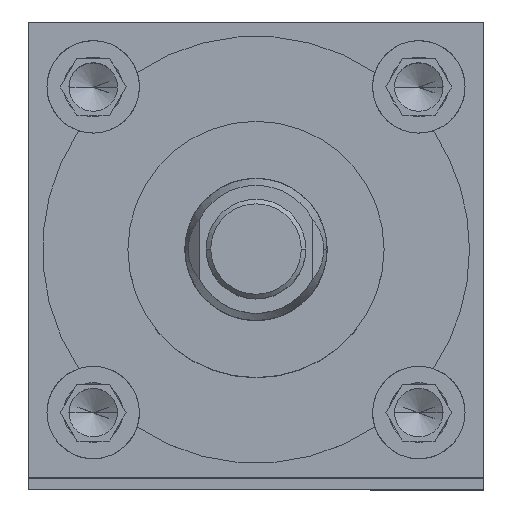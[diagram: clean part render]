
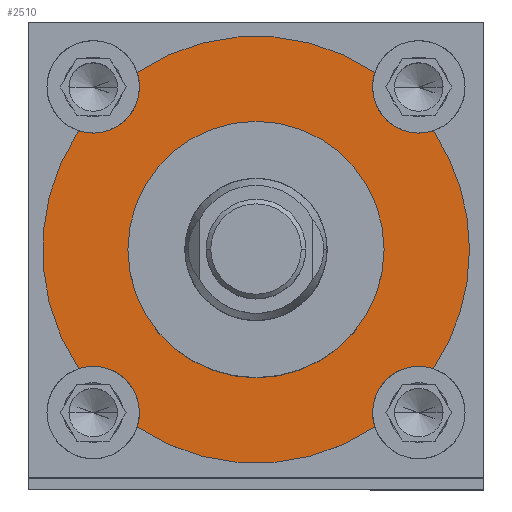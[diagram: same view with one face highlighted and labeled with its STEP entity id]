
A CAD part, top view. The second image highlights one B-rep face of the part: STEP entity #2510.
In plain terms, the highlighted planar face has unit normal (0, 0, 1).
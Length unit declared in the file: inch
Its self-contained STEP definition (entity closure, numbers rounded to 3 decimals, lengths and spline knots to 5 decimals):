
#16 = PLANE ( 'NONE',  #1466 ) ;
#47 = CARTESIAN_POINT ( 'NONE',  ( 0., 0., 31.62 ) ) ;
#75 = DIRECTION ( 'NONE',  ( 0., 0., 1. ) ) ;
#85 = CARTESIAN_POINT ( 'NONE',  ( 0., 0., 31.62 ) ) ;
#135 = EDGE_CURVE ( 'NONE', #6332, #5579, #5464, .T. ) ;
#167 = VERTEX_POINT ( 'NONE', #2635 ) ;
#198 = VERTEX_POINT ( 'NONE', #1058 ) ;
#355 = CIRCLE ( 'NONE', #4375, 0.203 ) ;
#414 = DIRECTION ( 'NONE',  ( 0., 0., 1. ) ) ;
#473 = VERTEX_POINT ( 'NONE', #1339 ) ;
#530 = DIRECTION ( 'NONE',  ( 0., 0., 1. ) ) ;
#542 = CIRCLE ( 'NONE', #4181, 0.5625 ) ;
#643 = EDGE_CURVE ( 'NONE', #5972, #3114, #5572, .T. ) ;
#694 = AXIS2_PLACEMENT_3D ( 'NONE', #4043, #75, #1690 ) ;
#745 = CARTESIAN_POINT ( 'NONE',  ( 0., 0., 31.62 ) ) ;
#771 = VERTEX_POINT ( 'NONE', #3368 ) ;
#803 = EDGE_CURVE ( 'NONE', #2055, #167, #5720, .T. ) ;
#840 = CIRCLE ( 'NONE', #3756, 0.203 ) ;
#842 = EDGE_CURVE ( 'NONE', #3438, #2701, #840, .T. ) ;
#923 = CARTESIAN_POINT ( 'NONE',  ( -0.512, -0.715, 31.62 ) ) ;
#994 = EDGE_CURVE ( 'NONE', #2055, #771, #3567, .T. ) ;
#1011 = CARTESIAN_POINT ( 'NONE',  ( -0.715, -0.715, 31.62 ) ) ;
#1046 = DIRECTION ( 'NONE',  ( 0., 0., 1. ) ) ;
#1058 = CARTESIAN_POINT ( 'NONE',  ( 0.5625, 0., 31.62 ) ) ;
#1063 = CARTESIAN_POINT ( 'NONE',  ( -0.52222, 0.77859, 31.62 ) ) ;
#1073 = CARTESIAN_POINT ( 'NONE',  ( 0.77859, -0.52222, 31.62 ) ) ;
#1103 = FACE_OUTER_BOUND ( 'NONE', #4586, .T. ) ;
#1123 = EDGE_CURVE ( 'NONE', #198, #6308, #3465, .T. ) ;
#1260 = ORIENTED_EDGE ( 'NONE', *, *, #135, .T. ) ;
#1339 = CARTESIAN_POINT ( 'NONE',  ( -0.77859, 0.52222, 31.62 ) ) ;
#1389 = VERTEX_POINT ( 'NONE', #1685 ) ;
#1396 = AXIS2_PLACEMENT_3D ( 'NONE', #1821, #4353, #3841 ) ;
#1403 = AXIS2_PLACEMENT_3D ( 'NONE', #3892, #1046, #2922 ) ;
#1466 = AXIS2_PLACEMENT_3D ( 'NONE', #47, #2496, #3483 ) ;
#1493 = FACE_BOUND ( 'NONE', #2597, .T. ) ;
#1631 = ORIENTED_EDGE ( 'NONE', *, *, #4675, .F. ) ;
#1685 = CARTESIAN_POINT ( 'NONE',  ( 0.52222, 0.77859, 31.62 ) ) ;
#1690 = DIRECTION ( 'NONE',  ( 1., 0., 0. ) ) ;
#1821 = CARTESIAN_POINT ( 'NONE',  ( -0.715, 0.715, 31.62 ) ) ;
#1883 = DIRECTION ( 'NONE',  ( 0., 0., 1. ) ) ;
#1914 = AXIS2_PLACEMENT_3D ( 'NONE', #3322, #3842, #2260 ) ;
#1970 = AXIS2_PLACEMENT_3D ( 'NONE', #85, #5036, #3515 ) ;
#1979 = CARTESIAN_POINT ( 'NONE',  ( 0.512, 0.715, 31.62 ) ) ;
#1993 = DIRECTION ( 'NONE',  ( 0., 0., 1. ) ) ;
#2008 = DIRECTION ( 'NONE',  ( 0., 0., 1. ) ) ;
#2043 = DIRECTION ( 'NONE',  ( 0., 0., 1. ) ) ;
#2055 = VERTEX_POINT ( 'NONE', #1073 ) ;
#2080 = CARTESIAN_POINT ( 'NONE',  ( 0.715, 0.715, 31.62 ) ) ;
#2109 = DIRECTION ( 'NONE',  ( 1., 0., 0. ) ) ;
#2142 = CARTESIAN_POINT ( 'NONE',  ( 0., 0., 31.62 ) ) ;
#2260 = DIRECTION ( 'NONE',  ( 1., 0., 0. ) ) ;
#2319 = VERTEX_POINT ( 'NONE', #4240 ) ;
#2383 = CARTESIAN_POINT ( 'NONE',  ( 0., 0., 31.62 ) ) ;
#2385 = EDGE_CURVE ( 'NONE', #2319, #4606, #355, .T. ) ;
#2386 = CARTESIAN_POINT ( 'NONE',  ( -0.5625, 0., 31.62 ) ) ;
#2388 = CARTESIAN_POINT ( 'NONE',  ( -0.715, 0.715, 31.62 ) ) ;
#2477 = DIRECTION ( 'NONE',  ( 0., 0., 1. ) ) ;
#2496 = DIRECTION ( 'NONE',  ( 0., 0., 1. ) ) ;
#2510 = ADVANCED_FACE ( 'NONE', ( #1103, #1493 ), #16, .T. ) ;
#2534 = ORIENTED_EDGE ( 'NONE', *, *, #5101, .F. ) ;
#2597 = EDGE_LOOP ( 'NONE', ( #5732, #5341 ) ) ;
#2606 = ORIENTED_EDGE ( 'NONE', *, *, #994, .F. ) ;
#2635 = CARTESIAN_POINT ( 'NONE',  ( 0.9375, 0., 31.62 ) ) ;
#2653 = CIRCLE ( 'NONE', #1403, 0.203 ) ;
#2701 = VERTEX_POINT ( 'NONE', #3685 ) ;
#2790 = AXIS2_PLACEMENT_3D ( 'NONE', #1011, #2477, #3426 ) ;
#2816 = ORIENTED_EDGE ( 'NONE', *, *, #4232, .F. ) ;
#2922 = DIRECTION ( 'NONE',  ( 1., 0., 0. ) ) ;
#3106 = ORIENTED_EDGE ( 'NONE', *, *, #5364, .T. ) ;
#3114 = VERTEX_POINT ( 'NONE', #3238 ) ;
#3174 = CIRCLE ( 'NONE', #3380, 0.9375 ) ;
#3238 = CARTESIAN_POINT ( 'NONE',  ( -0.77859, -0.52222, 31.62 ) ) ;
#3256 = CARTESIAN_POINT ( 'NONE',  ( 0.52222, -0.77859, 31.62 ) ) ;
#3322 = CARTESIAN_POINT ( 'NONE',  ( 0.715, -0.715, 31.62 ) ) ;
#3327 = CARTESIAN_POINT ( 'NONE',  ( -0.52222, -0.77859, 31.62 ) ) ;
#3368 = CARTESIAN_POINT ( 'NONE',  ( 0.512, -0.715, 31.62 ) ) ;
#3380 = AXIS2_PLACEMENT_3D ( 'NONE', #3408, #1993, #5505 ) ;
#3383 = ORIENTED_EDGE ( 'NONE', *, *, #4216, .T. ) ;
#3408 = CARTESIAN_POINT ( 'NONE',  ( 0., 0., 31.62 ) ) ;
#3426 = DIRECTION ( 'NONE',  ( 1., 0., 0. ) ) ;
#3437 = ORIENTED_EDGE ( 'NONE', *, *, #842, .F. ) ;
#3438 = VERTEX_POINT ( 'NONE', #1979 ) ;
#3465 = CIRCLE ( 'NONE', #5663, 0.5625 ) ;
#3483 = DIRECTION ( 'NONE',  ( 1., 0., 0. ) ) ;
#3515 = DIRECTION ( 'NONE',  ( 1., 0., 0. ) ) ;
#3567 = CIRCLE ( 'NONE', #1914, 0.203 ) ;
#3674 = EDGE_CURVE ( 'NONE', #473, #2319, #5015, .T. ) ;
#3685 = CARTESIAN_POINT ( 'NONE',  ( 0.77859, 0.52222, 31.62 ) ) ;
#3754 = CARTESIAN_POINT ( 'NONE',  ( -0.715, -0.715, 31.62 ) ) ;
#3756 = AXIS2_PLACEMENT_3D ( 'NONE', #2080, #2043, #5524 ) ;
#3841 = DIRECTION ( 'NONE',  ( 1., 0., 0. ) ) ;
#3842 = DIRECTION ( 'NONE',  ( 0., 0., 1. ) ) ;
#3872 = DIRECTION ( 'NONE',  ( 1., 0., 0. ) ) ;
#3892 = CARTESIAN_POINT ( 'NONE',  ( 0.715, 0.715, 31.62 ) ) ;
#3990 = CARTESIAN_POINT ( 'NONE',  ( 0.715, -0.715, 31.62 ) ) ;
#4003 = DIRECTION ( 'NONE',  ( 1., 0., 0. ) ) ;
#4043 = CARTESIAN_POINT ( 'NONE',  ( 0., 0., 31.62 ) ) ;
#4111 = DIRECTION ( 'NONE',  ( 1., 0., 0. ) ) ;
#4181 = AXIS2_PLACEMENT_3D ( 'NONE', #745, #6211, #4283 ) ;
#4186 = EDGE_CURVE ( 'NONE', #167, #2701, #3174, .T. ) ;
#4211 = ORIENTED_EDGE ( 'NONE', *, *, #643, .F. ) ;
#4216 = EDGE_CURVE ( 'NONE', #473, #3114, #6060, .T. ) ;
#4232 = EDGE_CURVE ( 'NONE', #1389, #3438, #2653, .T. ) ;
#4240 = CARTESIAN_POINT ( 'NONE',  ( -0.512, 0.715, 31.62 ) ) ;
#4250 = ORIENTED_EDGE ( 'NONE', *, *, #4186, .T. ) ;
#4283 = DIRECTION ( 'NONE',  ( 1., 0., 0. ) ) ;
#4353 = DIRECTION ( 'NONE',  ( 0., 0., 1. ) ) ;
#4375 = AXIS2_PLACEMENT_3D ( 'NONE', #2388, #414, #5803 ) ;
#4586 = EDGE_LOOP ( 'NONE', ( #2606, #5632, #4250, #3437, #2816, #3106, #4723, #5750, #3383, #4211, #2534, #1260, #1631 ) ) ;
#4606 = VERTEX_POINT ( 'NONE', #1063 ) ;
#4675 = EDGE_CURVE ( 'NONE', #771, #5579, #6289, .T. ) ;
#4723 = ORIENTED_EDGE ( 'NONE', *, *, #2385, .F. ) ;
#4818 = CIRCLE ( 'NONE', #5428, 0.9375 ) ;
#4823 = DIRECTION ( 'NONE',  ( 0., 0., 1. ) ) ;
#4923 = AXIS2_PLACEMENT_3D ( 'NONE', #4977, #530, #4003 ) ;
#4977 = CARTESIAN_POINT ( 'NONE',  ( 0., 0., 31.62 ) ) ;
#5015 = CIRCLE ( 'NONE', #1396, 0.203 ) ;
#5033 = CIRCLE ( 'NONE', #5366, 0.203 ) ;
#5036 = DIRECTION ( 'NONE',  ( 0., 0., 1. ) ) ;
#5101 = EDGE_CURVE ( 'NONE', #6332, #5972, #5033, .T. ) ;
#5245 = DIRECTION ( 'NONE',  ( 1., 0., 0. ) ) ;
#5341 = ORIENTED_EDGE ( 'NONE', *, *, #1123, .F. ) ;
#5364 = EDGE_CURVE ( 'NONE', #1389, #4606, #4818, .T. ) ;
#5366 = AXIS2_PLACEMENT_3D ( 'NONE', #3754, #4823, #5245 ) ;
#5428 = AXIS2_PLACEMENT_3D ( 'NONE', #2142, #5514, #4111 ) ;
#5464 = CIRCLE ( 'NONE', #694, 0.9375 ) ;
#5505 = DIRECTION ( 'NONE',  ( 1., 0., 0. ) ) ;
#5514 = DIRECTION ( 'NONE',  ( 0., 0., 1. ) ) ;
#5524 = DIRECTION ( 'NONE',  ( 1., 0., 0. ) ) ;
#5525 = EDGE_CURVE ( 'NONE', #6308, #198, #542, .T. ) ;
#5550 = AXIS2_PLACEMENT_3D ( 'NONE', #3990, #2008, #2109 ) ;
#5572 = CIRCLE ( 'NONE', #2790, 0.203 ) ;
#5579 = VERTEX_POINT ( 'NONE', #3256 ) ;
#5632 = ORIENTED_EDGE ( 'NONE', *, *, #803, .T. ) ;
#5663 = AXIS2_PLACEMENT_3D ( 'NONE', #2383, #1883, #3872 ) ;
#5720 = CIRCLE ( 'NONE', #1970, 0.9375 ) ;
#5732 = ORIENTED_EDGE ( 'NONE', *, *, #5525, .F. ) ;
#5750 = ORIENTED_EDGE ( 'NONE', *, *, #3674, .F. ) ;
#5803 = DIRECTION ( 'NONE',  ( 1., 0., 0. ) ) ;
#5972 = VERTEX_POINT ( 'NONE', #923 ) ;
#6060 = CIRCLE ( 'NONE', #4923, 0.9375 ) ;
#6211 = DIRECTION ( 'NONE',  ( 0., 0., 1. ) ) ;
#6289 = CIRCLE ( 'NONE', #5550, 0.203 ) ;
#6308 = VERTEX_POINT ( 'NONE', #2386 ) ;
#6332 = VERTEX_POINT ( 'NONE', #3327 ) ;
